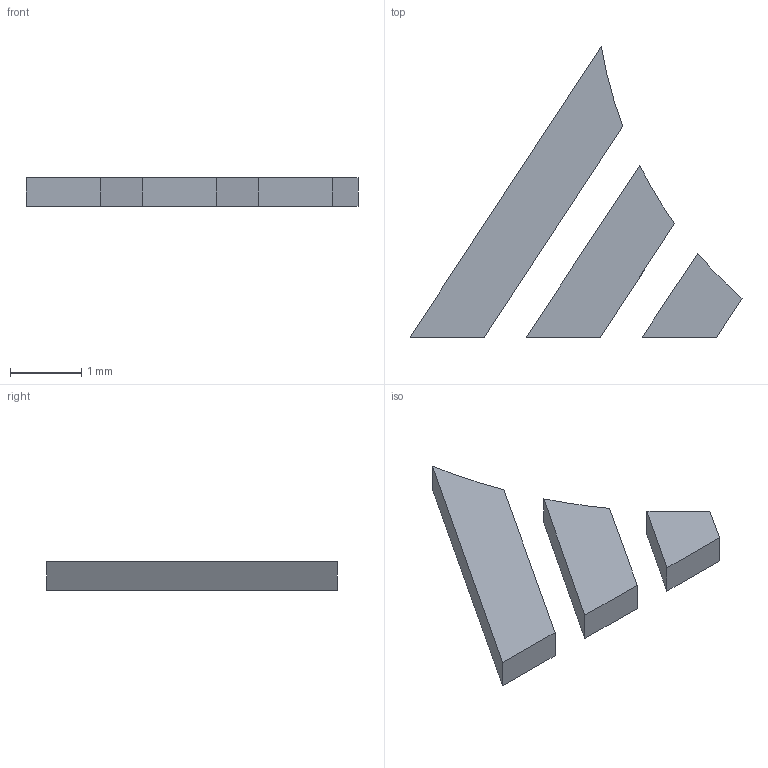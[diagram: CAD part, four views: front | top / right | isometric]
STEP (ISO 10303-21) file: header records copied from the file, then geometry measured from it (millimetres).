
FILE_DESCRIPTION(/* description */ (''),/* implementation_level */ '2;1');
FILE_NAME(/* name */ 'Mainsail_Logo.step',/* time_stamp */ '2022-06-30T00:03:29+02:00',/* author */ (''),/* organization */ (''),/* preprocessor_version */ 'ST-DEVELOPER v19',/* originating_system */ 'Autodesk Translation Framework v11.7.0.108',/* authorisation */ '');
FILE_SCHEMA (('AUTOMOTIVE_DESIGN { 1 0 10303 214 3 1 1 }'));
Length unit declared in the file: millimetre
Products named in the file (4): Mainsail_Logo; Komponente1; Komponente3; Komponente2
Assembly tree (3 placements, depth 2):
  Mainsail_Logo
    Komponente1
    Komponente3
    Komponente2
Bounding box: 4.66 x 4.08 x 0.4 mm (x, y, z)
Volume: 2.6 mm3; surface area: 21.7 mm2
Topology: 3 solids, 3 shells, 18 faces, 36 edges, 24 vertices
Faces by surface type: plane 15, cylinder 3
Entity records: 583 total; most frequent: DIRECTION 92, CARTESIAN_POINT 85, ORIENTED_EDGE 72, EDGE_CURVE 36, AXIS2_PLACEMENT_3D 31, LINE 30, VECTOR 30, VERTEX_POINT 24
